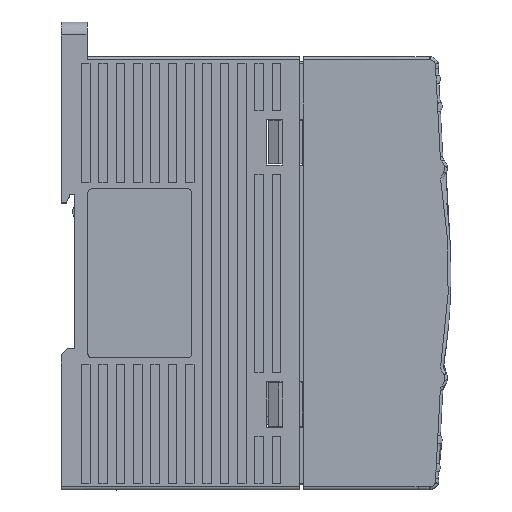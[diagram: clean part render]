
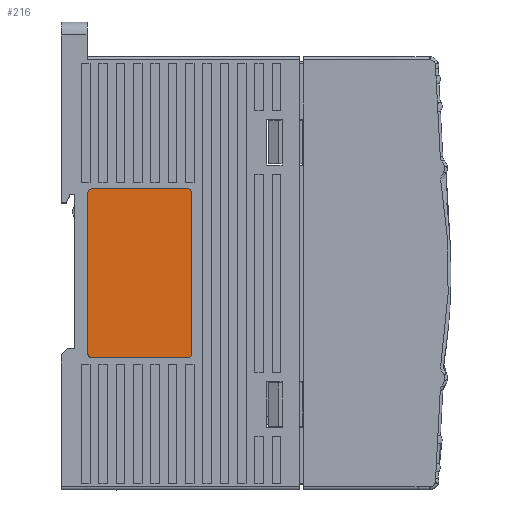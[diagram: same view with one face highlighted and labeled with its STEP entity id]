
A CAD part, left-side view. The second image highlights one B-rep face of the part: STEP entity #216.
In plain terms, the highlighted planar face has unit normal (-1, 0, 0).
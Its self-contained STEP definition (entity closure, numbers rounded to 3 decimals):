
#216=ADVANCED_FACE('',(#1355),#19893,.T.);
#1355=FACE_OUTER_BOUND('',#2574,.T.);
#2574=EDGE_LOOP('',(#4720,#4721,#4722,#4723,#4724,#4725,#4726,#4727));
#4720=ORIENTED_EDGE('',*,*,#11288,.F.);
#4721=ORIENTED_EDGE('',*,*,#11289,.F.);
#4722=ORIENTED_EDGE('',*,*,#11290,.F.);
#4723=ORIENTED_EDGE('',*,*,#11291,.F.);
#4724=ORIENTED_EDGE('',*,*,#11292,.F.);
#4725=ORIENTED_EDGE('',*,*,#11293,.F.);
#4726=ORIENTED_EDGE('',*,*,#11294,.F.);
#4727=ORIENTED_EDGE('',*,*,#11287,.F.);
#11287=EDGE_CURVE('',#18086,#18087,#15035,.T.);
#11288=EDGE_CURVE('',#18088,#18086,#13918,.T.);
#11289=EDGE_CURVE('',#18089,#18088,#15036,.T.);
#11290=EDGE_CURVE('',#18090,#18089,#13919,.T.);
#11291=EDGE_CURVE('',#18091,#18090,#15037,.T.);
#11292=EDGE_CURVE('',#18092,#18091,#13920,.T.);
#11293=EDGE_CURVE('',#18093,#18092,#15038,.T.);
#11294=EDGE_CURVE('',#18087,#18093,#13921,.T.);
#13918=(
BOUNDED_CURVE()
B_SPLINE_CURVE(2,(#27637,#27638,#27639,#27640,#27641),.UNSPECIFIED.,.F.,
 .F.)
B_SPLINE_CURVE_WITH_KNOTS((3,2,3),(-1.571,-0.785,
0.),.UNSPECIFIED.)
CURVE()
GEOMETRIC_REPRESENTATION_ITEM()
RATIONAL_B_SPLINE_CURVE((1.,0.924,1.,0.924,1.))
REPRESENTATION_ITEM('')
);
#13919=(
BOUNDED_CURVE()
B_SPLINE_CURVE(2,(#27644,#27645,#27646,#27647,#27648),.UNSPECIFIED.,.F.,
 .F.)
B_SPLINE_CURVE_WITH_KNOTS((3,2,3),(-1.571,-0.785,
0.),.UNSPECIFIED.)
CURVE()
GEOMETRIC_REPRESENTATION_ITEM()
RATIONAL_B_SPLINE_CURVE((1.,0.924,1.,0.924,1.))
REPRESENTATION_ITEM('')
);
#13920=(
BOUNDED_CURVE()
B_SPLINE_CURVE(2,(#27651,#27652,#27653,#27654,#27655),.UNSPECIFIED.,.F.,
 .F.)
B_SPLINE_CURVE_WITH_KNOTS((3,2,3),(-1.571,-0.785,
0.),.UNSPECIFIED.)
CURVE()
GEOMETRIC_REPRESENTATION_ITEM()
RATIONAL_B_SPLINE_CURVE((1.,0.924,1.,0.924,1.))
REPRESENTATION_ITEM('')
);
#13921=(
BOUNDED_CURVE()
B_SPLINE_CURVE(2,(#27658,#27659,#27660,#27661,#27662),.UNSPECIFIED.,.F.,
 .F.)
B_SPLINE_CURVE_WITH_KNOTS((3,2,3),(-1.571,-0.785,
0.),.UNSPECIFIED.)
CURVE()
GEOMETRIC_REPRESENTATION_ITEM()
RATIONAL_B_SPLINE_CURVE((1.,0.924,1.,0.924,1.))
REPRESENTATION_ITEM('')
);
#15035=B_SPLINE_CURVE_WITH_KNOTS('',1,(#27635,#27636),.UNSPECIFIED.,.F.,
 .F.,(2,2),(-37.,0.),.UNSPECIFIED.);
#15036=B_SPLINE_CURVE_WITH_KNOTS('',1,(#27642,#27643),.UNSPECIFIED.,.F.,
 .F.,(2,2),(-22.,0.),.UNSPECIFIED.);
#15037=B_SPLINE_CURVE_WITH_KNOTS('',1,(#27649,#27650),.UNSPECIFIED.,.F.,
 .F.,(2,2),(-37.,0.),.UNSPECIFIED.);
#15038=B_SPLINE_CURVE_WITH_KNOTS('',1,(#27656,#27657),.UNSPECIFIED.,.F.,
 .F.,(2,2),(-22.,0.),.UNSPECIFIED.);
#18086=VERTEX_POINT('',#24775);
#18087=VERTEX_POINT('',#24776);
#18088=VERTEX_POINT('',#24777);
#18089=VERTEX_POINT('',#24778);
#18090=VERTEX_POINT('',#24779);
#18091=VERTEX_POINT('',#24780);
#18092=VERTEX_POINT('',#24781);
#18093=VERTEX_POINT('',#24782);
#19893=PLANE('',#20804);
#20804=AXIS2_PLACEMENT_3D('',#22682,#21698,$);
#21698=DIRECTION('',(-1.,0.,0.));
#22682=CARTESIAN_POINT('',(-127.413,-222.189,-24.135));
#24775=CARTESIAN_POINT('',(-127.413,-195.054,-18.5));
#24776=CARTESIAN_POINT('',(-127.413,-195.054,18.5));
#24777=CARTESIAN_POINT('',(-127.413,-196.054,-19.5));
#24778=CARTESIAN_POINT('',(-127.413,-218.054,-19.5));
#24779=CARTESIAN_POINT('',(-127.413,-219.054,-18.5));
#24780=CARTESIAN_POINT('',(-127.413,-219.054,18.5));
#24781=CARTESIAN_POINT('',(-127.413,-218.054,19.5));
#24782=CARTESIAN_POINT('',(-127.413,-196.054,19.5));
#27635=CARTESIAN_POINT('',(-127.413,-195.054,-18.5));
#27636=CARTESIAN_POINT('',(-127.413,-195.054,18.5));
#27637=CARTESIAN_POINT('',(-127.413,-196.054,-19.5));
#27638=CARTESIAN_POINT('',(-127.413,-195.64,-19.5));
#27639=CARTESIAN_POINT('',(-127.413,-195.347,-19.207));
#27640=CARTESIAN_POINT('',(-127.413,-195.054,-18.914));
#27641=CARTESIAN_POINT('',(-127.413,-195.054,-18.5));
#27642=CARTESIAN_POINT('',(-127.413,-218.054,-19.5));
#27643=CARTESIAN_POINT('',(-127.413,-196.054,-19.5));
#27644=CARTESIAN_POINT('',(-127.413,-219.054,-18.5));
#27645=CARTESIAN_POINT('',(-127.413,-219.054,-18.915));
#27646=CARTESIAN_POINT('',(-127.413,-218.762,-19.207));
#27647=CARTESIAN_POINT('',(-127.413,-218.469,-19.5));
#27648=CARTESIAN_POINT('',(-127.413,-218.054,-19.5));
#27649=CARTESIAN_POINT('',(-127.413,-219.054,18.5));
#27650=CARTESIAN_POINT('',(-127.413,-219.054,-18.5));
#27651=CARTESIAN_POINT('',(-127.413,-218.054,19.5));
#27652=CARTESIAN_POINT('',(-127.413,-218.469,19.5));
#27653=CARTESIAN_POINT('',(-127.413,-218.762,19.207));
#27654=CARTESIAN_POINT('',(-127.413,-219.054,18.914));
#27655=CARTESIAN_POINT('',(-127.413,-219.054,18.5));
#27656=CARTESIAN_POINT('',(-127.413,-196.054,19.5));
#27657=CARTESIAN_POINT('',(-127.413,-218.054,19.5));
#27658=CARTESIAN_POINT('',(-127.413,-195.054,18.5));
#27659=CARTESIAN_POINT('',(-127.413,-195.054,18.914));
#27660=CARTESIAN_POINT('',(-127.413,-195.347,19.207));
#27661=CARTESIAN_POINT('',(-127.413,-195.64,19.5));
#27662=CARTESIAN_POINT('',(-127.413,-196.054,19.5));
